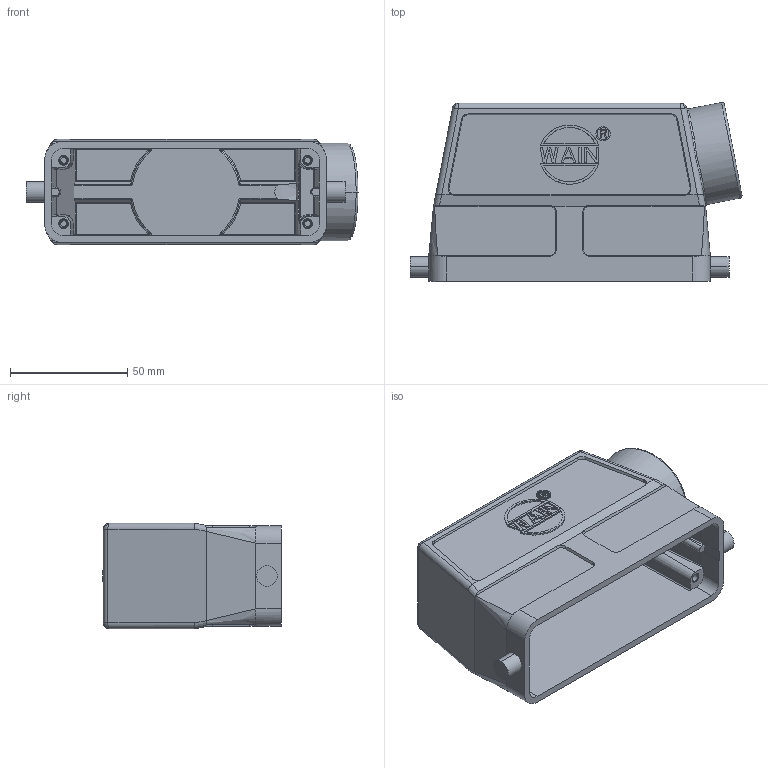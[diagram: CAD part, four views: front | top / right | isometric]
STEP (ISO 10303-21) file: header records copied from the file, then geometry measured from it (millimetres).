
FILE_DESCRIPTION((''),'2;1');
FILE_NAME('3D_1110245155012_H24B-SEH-2B-PG','2020-10-12T',('xk.he'),(''),'CREO PARAMETRIC BY PTC INC, 2016130','CREO PARAMETRIC BY PTC INC, 2016130','');
FILE_SCHEMA(('CONFIG_CONTROL_DESIGN'));
Length unit declared in the file: millimetre
Products named in the file (1): 3D_1110245155012_H24B-SEH-2B-PG
Bounding box: 141.51 x 76.27 x 45 mm (x, y, z)
Volume: 103616.6 mm3; surface area: 57763.4 mm2
Topology: 1 solids, 1 shells, 485 faces, 1271 edges, 793 vertices
Faces by surface type: plane 262, cylinder 96, cone 38, bspline 33, sphere 33, torus 15, extrusion 8
Entity records: 17493 total; most frequent: CARTESIAN_POINT 5913, ORIENTED_EDGE 2476, DIRECTION 2268, EDGE_CURVE 1238, VERTEX_POINT 793, VECTOR 768, LINE 760, AXIS2_PLACEMENT_3D 750
